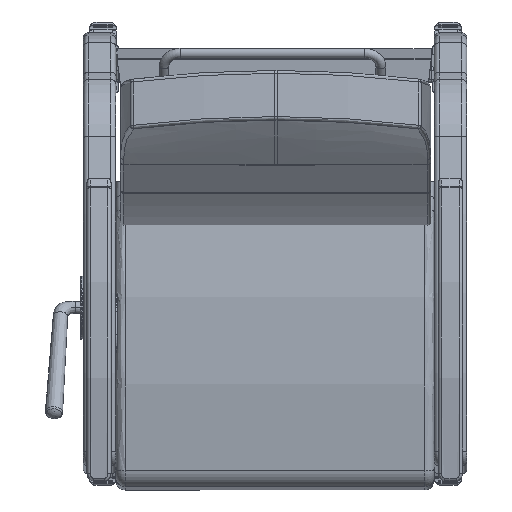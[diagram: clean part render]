
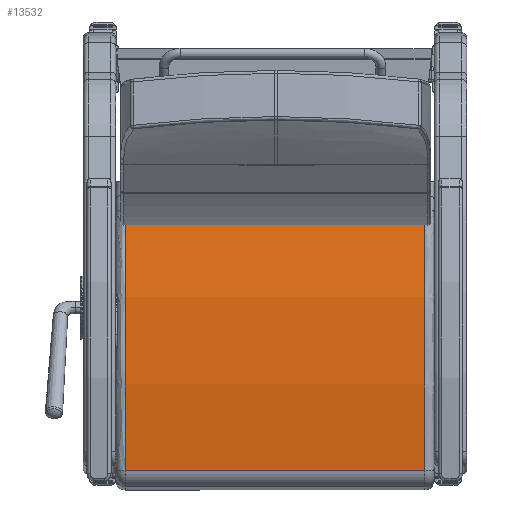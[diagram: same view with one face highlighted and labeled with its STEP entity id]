
A CAD part, front view. The second image highlights one B-rep face of the part: STEP entity #13532.
In plain terms, the highlighted free-form (B-spline) face has degree [1, 2] with [2, 3] control points.
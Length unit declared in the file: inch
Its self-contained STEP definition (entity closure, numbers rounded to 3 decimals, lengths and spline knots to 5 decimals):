
#449=(
BOUNDED_SURFACE()
B_SPLINE_SURFACE(1,2,((#34006,#34007,#34008),(#34009,#34010,#34011)),
 .UNSPECIFIED.,.F.,.F.,.F.)
B_SPLINE_SURFACE_WITH_KNOTS((2,2),(3,3),(-0.19254,0.19254),
(1.36178,1.69928),.UNSPECIFIED.)
GEOMETRIC_REPRESENTATION_ITEM()
RATIONAL_B_SPLINE_SURFACE(((1.,0.986,1.),(1.,0.986,
1.)))
REPRESENTATION_ITEM('')
SURFACE()
);
#891=ELLIPSE('',#14874,60.05357,60.);
#901=ELLIPSE('',#14902,60.05357,60.);
#1565=LINE('',#34004,#2414);
#1566=LINE('',#34013,#2415);
#2414=VECTOR('',#17252,0.3937);
#2415=VECTOR('',#17255,0.3937);
#3298=FACE_OUTER_BOUND('',#4211,.T.);
#4211=EDGE_LOOP('',(#10079,#10080,#10081,#10082));
#6315=VERTEX_POINT('',#33796);
#6316=VERTEX_POINT('',#33797);
#6341=VERTEX_POINT('',#34003);
#6342=VERTEX_POINT('',#34012);
#7693=EDGE_CURVE('',#6315,#6316,#891,.T.);
#7731=EDGE_CURVE('',#6316,#6341,#1565,.T.);
#7733=EDGE_CURVE('',#6315,#6342,#1566,.T.);
#7734=EDGE_CURVE('',#6341,#6342,#901,.T.);
#10079=ORIENTED_EDGE('',*,*,#7693,.F.);
#10080=ORIENTED_EDGE('',*,*,#7733,.T.);
#10081=ORIENTED_EDGE('',*,*,#7734,.F.);
#10082=ORIENTED_EDGE('',*,*,#7731,.F.);
#13532=ADVANCED_FACE('',(#3298),#449,.F.);
#14874=AXIS2_PLACEMENT_3D('',#33798,#17184,#17185);
#14902=AXIS2_PLACEMENT_3D('',#34014,#17256,#17257);
#17184=DIRECTION('center_axis',(0.,0.,-1.));
#17185=DIRECTION('ref_axis',(1.,0.,0.));
#17252=DIRECTION('',(0.,0.,1.));
#17255=DIRECTION('',(0.,0.,1.));
#17256=DIRECTION('center_axis',(0.,0.,1.));
#17257=DIRECTION('ref_axis',(1.,0.,0.));
#33796=CARTESIAN_POINT('',(-10.04459,1.25621,-11.5625));
#33797=CARTESIAN_POINT('',(10.1114,0.44486,-11.5625));
#33798=CARTESIAN_POINT('Origin',(-2.34979,-58.24922,-11.5625));
#34003=CARTESIAN_POINT('',(10.1114,0.44486,11.5625));
#34004=CARTESIAN_POINT('',(10.1114,0.44486,0.));
#34006=CARTESIAN_POINT('Ctrl Pts',(10.1114,0.44486,-11.5625));
#34007=CARTESIAN_POINT('Ctrl Pts',(0.10258,2.56602,-11.5625));
#34008=CARTESIAN_POINT('Ctrl Pts',(-10.04459,1.25621,-11.5625));
#34009=CARTESIAN_POINT('Ctrl Pts',(10.1114,0.44486,11.5625));
#34010=CARTESIAN_POINT('Ctrl Pts',(0.10258,2.56602,11.5625));
#34011=CARTESIAN_POINT('Ctrl Pts',(-10.04459,1.25621,11.5625));
#34012=CARTESIAN_POINT('',(-10.04459,1.25621,11.5625));
#34013=CARTESIAN_POINT('',(-10.04459,1.25621,0.));
#34014=CARTESIAN_POINT('Origin',(-2.34979,-58.24922,11.5625));
